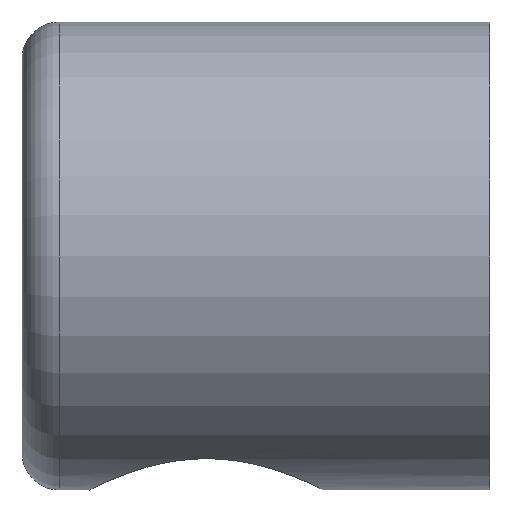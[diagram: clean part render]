
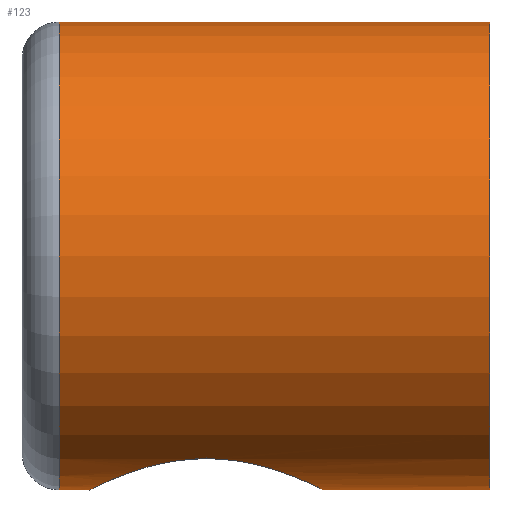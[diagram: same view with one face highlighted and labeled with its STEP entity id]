
A CAD part, left-side view. The second image highlights one B-rep face of the part: STEP entity #123.
In plain terms, the highlighted cylindrical face has radius 5 mm (diameter 10 mm), a partial arc.
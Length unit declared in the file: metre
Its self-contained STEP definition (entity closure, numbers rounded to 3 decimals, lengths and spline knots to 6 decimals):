
#6 = ORIENTED_EDGE ( 'NONE', *, *, #87, .T. ) ;
#10 = CARTESIAN_POINT ( 'NONE',  ( -0.002484, 0.006389, -0.00434 ) ) ;
#11 = EDGE_CURVE ( 'NONE', #193, #82, #175, .T. ) ;
#15 = CARTESIAN_POINT ( 'NONE',  ( -0.0025, 0.006059, -0.00433 ) ) ;
#26 = CARTESIAN_POINT ( 'NONE',  ( 0., 0.008559, -0.005 ) ) ;
#27 = CARTESIAN_POINT ( 'NONE',  ( -0.002417, 0.005401, -0.004377 ) ) ;
#37 = CARTESIAN_POINT ( 'NONE',  ( -0.000818, 0.008427, -0.004935 ) ) ;
#38 = CARTESIAN_POINT ( 'NONE',  ( -0.002369, 0.006873, -0.004404 ) ) ;
#40 = FACE_OUTER_BOUND ( 'NONE', #180, .T. ) ;
#50 = VERTEX_POINT ( 'NONE', #284 ) ;
#53 = CARTESIAN_POINT ( 'NONE',  ( -0.000166, 0.003559, -0.005 ) ) ;
#60 = DIRECTION ( 'NONE',  ( 0., 1., 0. ) ) ;
#63 = VERTEX_POINT ( 'NONE', #26 ) ;
#65 = CARTESIAN_POINT ( 'NONE',  ( 0., 0.01, -0.005 ) ) ;
#81 = LINE ( 'NONE', #255, #290 ) ;
#82 = VERTEX_POINT ( 'NONE', #250 ) ;
#84 = EDGE_CURVE ( 'NONE', #50, #202, #81, .T. ) ;
#87 = EDGE_CURVE ( 'NONE', #347, #50, #339, .T. ) ;
#89 = DIRECTION ( 'NONE',  ( 0., 0., 1. ) ) ;
#91 = DIRECTION ( 'NONE',  ( 0., -1., 0. ) ) ;
#98 = CARTESIAN_POINT ( 'NONE',  ( -0.001987, 0.007584, -0.004589 ) ) ;
#114 = CARTESIAN_POINT ( 'NONE',  ( -0.0025, 0.006059, -0.00433 ) ) ;
#121 = CARTESIAN_POINT ( 'NONE',  ( 0., 0., 0.005 ) ) ;
#122 = B_SPLINE_CURVE_WITH_KNOTS ( 'NONE', 3,
 ( #362, #127, #300, #268, #37, #367, #190, #303, #98, #331, #189, #38, #270, #10, #194, #15 ),
 .UNSPECIFIED., .F., .F.,
 ( 4, 2, 2, 2, 2, 2, 2, 4 ),
 ( 0., 0.000497, 0.000995, 0.001989, 0.002487, 0.002984, 0.003481, 0.003979 ),
 .UNSPECIFIED. ) ;
#123 = ADVANCED_FACE ( 'NONE', ( #40 ), #299, .T. ) ;
#127 = CARTESIAN_POINT ( 'NONE',  ( -0.000168, 0.008559, -0.005 ) ) ;
#140 = CARTESIAN_POINT ( 'NONE',  ( -0.00188, 0.004403, -0.004634 ) ) ;
#143 = CARTESIAN_POINT ( 'NONE',  ( -0.002369, 0.005242, -0.004404 ) ) ;
#144 = CARTESIAN_POINT ( 'NONE',  ( -0.001984, 0.004529, -0.004591 ) ) ;
#146 = VECTOR ( 'NONE', #91, 1. ) ;
#149 = CARTESIAN_POINT ( 'NONE',  ( 0., 0.0092, 0.005 ) ) ;
#153 = ORIENTED_EDGE ( 'NONE', *, *, #350, .T. ) ;
#165 = ORIENTED_EDGE ( 'NONE', *, *, #228, .T. ) ;
#175 = CIRCLE ( 'NONE', #343, 0.005 ) ;
#177 = DIRECTION ( 'NONE',  ( 0., -1., 0. ) ) ;
#178 = CARTESIAN_POINT ( 'NONE',  ( -0.00033, 0.003575, -0.004992 ) ) ;
#180 = EDGE_LOOP ( 'NONE', ( #370, #195, #165, #153, #6, #365, #344 ) ) ;
#182 = CARTESIAN_POINT ( 'NONE',  ( 0., 0., -0.005 ) ) ;
#183 = DIRECTION ( 'NONE',  ( 0., -1., 0. ) ) ;
#188 = AXIS2_PLACEMENT_3D ( 'NONE', #352, #60, #89 ) ;
#189 = CARTESIAN_POINT ( 'NONE',  ( -0.002244, 0.007173, -0.004469 ) ) ;
#190 = CARTESIAN_POINT ( 'NONE',  ( -0.001544, 0.008051, -0.004762 ) ) ;
#191 = LINE ( 'NONE', #259, #308 ) ;
#193 = VERTEX_POINT ( 'NONE', #149 ) ;
#194 = CARTESIAN_POINT ( 'NONE',  ( -0.0025, 0.006225, -0.00433 ) ) ;
#195 = ORIENTED_EDGE ( 'NONE', *, *, #11, .T. ) ;
#197 = EDGE_CURVE ( 'NONE', #193, #218, #191, .T. ) ;
#200 = CARTESIAN_POINT ( 'NONE',  ( 0., 0.01, 0. ) ) ;
#202 = VERTEX_POINT ( 'NONE', #182 ) ;
#206 = CARTESIAN_POINT ( 'NONE',  ( -0.002483, 0.005724, -0.00434 ) ) ;
#208 = CARTESIAN_POINT ( 'NONE',  ( -0.00154, 0.004063, -0.004763 ) ) ;
#218 = VERTEX_POINT ( 'NONE', #121 ) ;
#227 = DIRECTION ( 'NONE',  ( 0., 0., -1. ) ) ;
#228 = EDGE_CURVE ( 'NONE', #82, #63, #269, .T. ) ;
#231 = CARTESIAN_POINT ( 'NONE',  ( -0.000657, 0.003641, -0.004959 ) ) ;
#232 = CARTESIAN_POINT ( 'NONE',  ( -0.0025, 0.006059, -0.00433 ) ) ;
#249 = CARTESIAN_POINT ( 'NONE',  ( 0., 0.0092, 0. ) ) ;
#250 = CARTESIAN_POINT ( 'NONE',  ( 0., 0.0092, -0.005 ) ) ;
#252 = DIRECTION ( 'NONE',  ( 0., -1., 0. ) ) ;
#253 = CARTESIAN_POINT ( 'NONE',  ( -0.001266, 0.003878, -0.004847 ) ) ;
#255 = CARTESIAN_POINT ( 'NONE',  ( 0., 0.01, -0.005 ) ) ;
#259 = CARTESIAN_POINT ( 'NONE',  ( 0., 0.01, 0.005 ) ) ;
#268 = CARTESIAN_POINT ( 'NONE',  ( -0.000657, 0.008476, -0.004959 ) ) ;
#269 = LINE ( 'NONE', #65, #146 ) ;
#270 = CARTESIAN_POINT ( 'NONE',  ( -0.002418, 0.006713, -0.004376 ) ) ;
#276 = EDGE_CURVE ( 'NONE', #202, #218, #328, .T. ) ;
#281 = CARTESIAN_POINT ( 'NONE',  ( -0.0025, 0.005892, -0.00433 ) ) ;
#284 = CARTESIAN_POINT ( 'NONE',  ( 0., 0.003559, -0.005 ) ) ;
#290 = VECTOR ( 'NONE', #177, 1. ) ;
#299 = CYLINDRICAL_SURFACE ( 'NONE', #342, 0.005 ) ;
#300 = CARTESIAN_POINT ( 'NONE',  ( -0.000333, 0.008542, -0.004992 ) ) ;
#303 = CARTESIAN_POINT ( 'NONE',  ( -0.001884, 0.00771, -0.004633 ) ) ;
#308 = VECTOR ( 'NONE', #183, 1. ) ;
#312 = CARTESIAN_POINT ( 'NONE',  ( -0.002165, 0.004797, -0.004508 ) ) ;
#318 = CARTESIAN_POINT ( 'NONE',  ( -0.002242, 0.00494, -0.00447 ) ) ;
#328 = CIRCLE ( 'NONE', #188, 0.005 ) ;
#331 = CARTESIAN_POINT ( 'NONE',  ( -0.002167, 0.007315, -0.004507 ) ) ;
#339 = B_SPLINE_CURVE_WITH_KNOTS ( 'NONE', 3,
 ( #114, #281, #206, #27, #143, #318, #312, #144, #140, #208, #253, #348, #231, #178, #53, #380 ),
 .UNSPECIFIED., .F., .F.,
 ( 4, 2, 2, 2, 2, 2, 2, 4 ),
 ( 0.003979, 0.004475, 0.004972, 0.005469, 0.005966, 0.006959, 0.007456, 0.007952 ),
 .UNSPECIFIED. ) ;
#342 = AXIS2_PLACEMENT_3D ( 'NONE', #200, #252, #227 ) ;
#343 = AXIS2_PLACEMENT_3D ( 'NONE', #249, #346, #381 ) ;
#344 = ORIENTED_EDGE ( 'NONE', *, *, #276, .T. ) ;
#346 = DIRECTION ( 'NONE',  ( 0., -1., 0. ) ) ;
#347 = VERTEX_POINT ( 'NONE', #232 ) ;
#348 = CARTESIAN_POINT ( 'NONE',  ( -0.000816, 0.00369, -0.004935 ) ) ;
#350 = EDGE_CURVE ( 'NONE', #63, #347, #122, .T. ) ;
#352 = CARTESIAN_POINT ( 'NONE',  ( 0., 0., 0. ) ) ;
#362 = CARTESIAN_POINT ( 'NONE',  ( 0., 0.008559, -0.005 ) ) ;
#365 = ORIENTED_EDGE ( 'NONE', *, *, #84, .T. ) ;
#367 = CARTESIAN_POINT ( 'NONE',  ( -0.001271, 0.008236, -0.004846 ) ) ;
#370 = ORIENTED_EDGE ( 'NONE', *, *, #197, .F. ) ;
#380 = CARTESIAN_POINT ( 'NONE',  ( 0., 0.003559, -0.005 ) ) ;
#381 = DIRECTION ( 'NONE',  ( 0., 0., 1. ) ) ;
